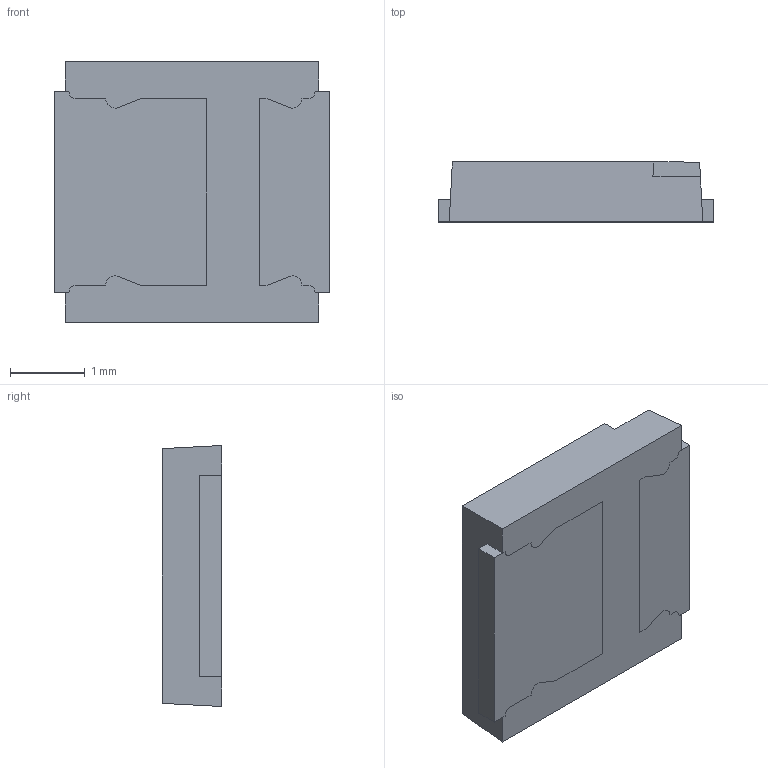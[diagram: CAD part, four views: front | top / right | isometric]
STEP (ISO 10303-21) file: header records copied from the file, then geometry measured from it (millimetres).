
FILE_DESCRIPTION (( 'STEP AP214' ), '1' );
FILE_NAME ('L135-U450003500000.STEP', '2020-02-26T12:53:03', ( '' ), ( '' ), 'SwSTEP 2.0', 'SolidWorks 2017', '' );
FILE_SCHEMA (( 'AUTOMOTIVE_DESIGN' ));
Length unit declared in the file: millimetre
Products named in the file (1): L135-U450003500000
Bounding box: 3.7 x 0.8 x 3.5 mm (x, y, z)
Volume: 8.5 mm3; surface area: 56.6 mm2
Topology: 3 solids, 3 shells, 75 faces, 204 edges, 136 vertices
Faces by surface type: plane 53, cylinder 20, cone 2
Entity records: 2414 total; most frequent: CARTESIAN_POINT 416, ORIENTED_EDGE 408, DIRECTION 400, EDGE_CURVE 204, VECTOR 160, LINE 160, VERTEX_POINT 136, AXIS2_PLACEMENT_3D 120
